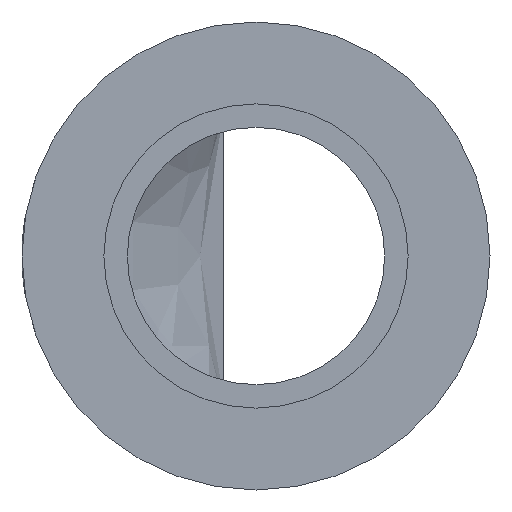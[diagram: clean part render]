
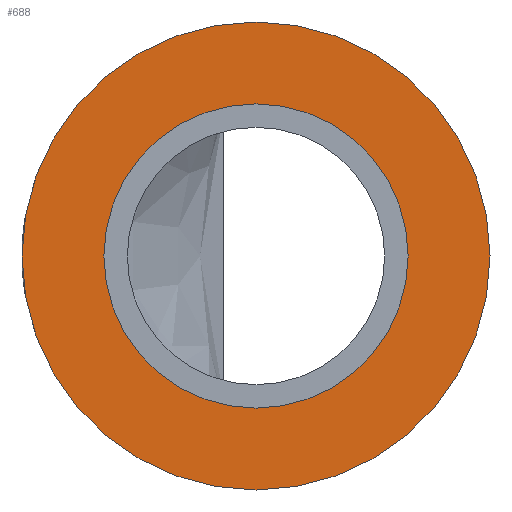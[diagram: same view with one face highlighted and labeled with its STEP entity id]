
A CAD part, front view. The second image highlights one B-rep face of the part: STEP entity #688.
In plain terms, the highlighted planar face has unit normal (0, -1, 0).
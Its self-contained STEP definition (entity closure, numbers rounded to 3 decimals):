
#68=FACE_BOUND('',#161,.T.);
#81=PLANE('',#745);
#118=FACE_OUTER_BOUND('',#160,.T.);
#160=EDGE_LOOP('',(#630));
#161=EDGE_LOOP('',(#631));
#259=CIRCLE('',#739,5.5);
#260=CIRCLE('',#741,10.);
#324=VERTEX_POINT('',#3179);
#325=VERTEX_POINT('',#3184);
#421=EDGE_CURVE('',#324,#324,#259,.T.);
#424=EDGE_CURVE('',#325,#325,#260,.T.);
#630=ORIENTED_EDGE('',*,*,#424,.F.);
#631=ORIENTED_EDGE('',*,*,#421,.F.);
#688=ADVANCED_FACE('',(#118,#68),#81,.F.);
#739=AXIS2_PLACEMENT_3D('',#3181,#875,#876);
#741=AXIS2_PLACEMENT_3D('',#3186,#881,#882);
#745=AXIS2_PLACEMENT_3D('',#3234,#894,#895);
#875=DIRECTION('center_axis',(0.,-1.,0.));
#876=DIRECTION('ref_axis',(1.,0.,0.));
#881=DIRECTION('center_axis',(0.,1.,0.));
#882=DIRECTION('ref_axis',(1.,0.,0.));
#894=DIRECTION('center_axis',(0.,1.,0.));
#895=DIRECTION('ref_axis',(0.,0.,1.));
#3179=CARTESIAN_POINT('',(-5.5,10.,0.));
#3181=CARTESIAN_POINT('Origin',(0.,10.,0.));
#3184=CARTESIAN_POINT('',(-10.,10.,0.));
#3186=CARTESIAN_POINT('Origin',(0.,10.,0.));
#3234=CARTESIAN_POINT('Origin',(-5.083,10.,0.));
